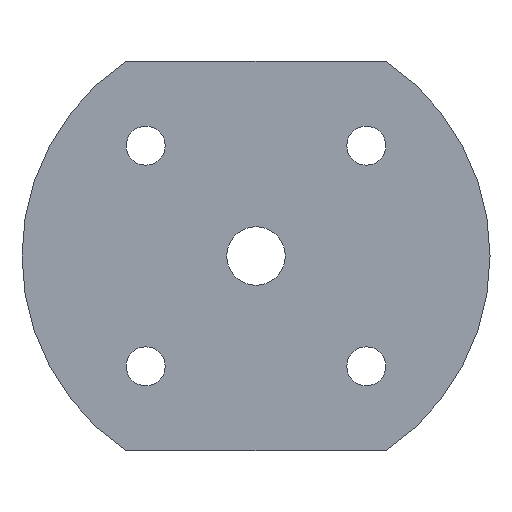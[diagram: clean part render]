
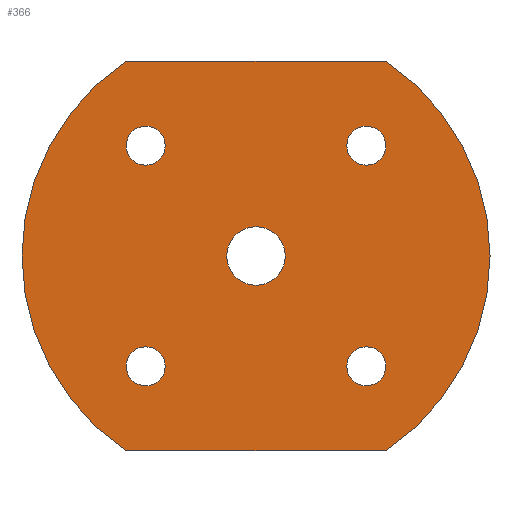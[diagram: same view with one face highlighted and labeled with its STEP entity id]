
A CAD part, front view. The second image highlights one B-rep face of the part: STEP entity #366.
In plain terms, the highlighted planar face has unit normal (0, -1, 0).
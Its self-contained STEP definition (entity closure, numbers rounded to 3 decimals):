
#1=CARTESIAN_POINT('',(0.,0.,0.));
#2=DIRECTION('',(0.,-1.,0.));
#3=DIRECTION('',(1.,0.,0.));
#4=AXIS2_PLACEMENT_3D('',#1,#2,#3);
#6=CARTESIAN_POINT('',(0.,0.,0.));
#7=DIRECTION('',(0.,-1.,0.));
#8=DIRECTION('',(-1.,0.,0.));
#9=AXIS2_PLACEMENT_3D('',#6,#7,#8);
#11=CARTESIAN_POINT('',(28.284,0.,28.284));
#12=DIRECTION('',(0.,-1.,0.));
#13=DIRECTION('',(1.,0.,0.));
#14=AXIS2_PLACEMENT_3D('',#11,#12,#13);
#16=CARTESIAN_POINT('',(28.284,0.,28.284));
#17=DIRECTION('',(0.,-1.,0.));
#18=DIRECTION('',(-1.,0.,0.));
#19=AXIS2_PLACEMENT_3D('',#16,#17,#18);
#21=CARTESIAN_POINT('',(-28.284,0.,28.284));
#22=DIRECTION('',(0.,-1.,0.));
#23=DIRECTION('',(0.,0.,1.));
#24=AXIS2_PLACEMENT_3D('',#21,#22,#23);
#26=CARTESIAN_POINT('',(-28.284,0.,28.284));
#27=DIRECTION('',(0.,-1.,0.));
#28=DIRECTION('',(0.,0.,-1.));
#29=AXIS2_PLACEMENT_3D('',#26,#27,#28);
#31=CARTESIAN_POINT('',(-28.284,0.,-28.284));
#32=DIRECTION('',(0.,-1.,0.));
#33=DIRECTION('',(-1.,0.,0.));
#34=AXIS2_PLACEMENT_3D('',#31,#32,#33);
#36=CARTESIAN_POINT('',(-28.284,0.,-28.284));
#37=DIRECTION('',(0.,-1.,0.));
#38=DIRECTION('',(1.,0.,0.));
#39=AXIS2_PLACEMENT_3D('',#36,#37,#38);
#41=CARTESIAN_POINT('',(28.284,0.,-28.284));
#42=DIRECTION('',(0.,-1.,0.));
#43=DIRECTION('',(0.,0.,-1.));
#44=AXIS2_PLACEMENT_3D('',#41,#42,#43);
#46=CARTESIAN_POINT('',(28.284,0.,-28.284));
#47=DIRECTION('',(0.,-1.,0.));
#48=DIRECTION('',(0.,0.,1.));
#49=AXIS2_PLACEMENT_3D('',#46,#47,#48);
#51=DIRECTION('',(-1.,0.,0.));
#52=VECTOR('',#51,66.332);
#53=CARTESIAN_POINT('',(33.166,0.,-50.));
#54=LINE('',#53,#52);
#55=DIRECTION('',(-1.,0.,0.));
#56=VECTOR('',#55,66.332);
#57=CARTESIAN_POINT('',(33.166,0.,50.));
#58=LINE('',#57,#56);
#226=CARTESIAN_POINT('',(0.,0.,0.));
#227=DIRECTION('',(0.,-1.,0.));
#228=DIRECTION('',(-0.553,0.,0.833));
#229=AXIS2_PLACEMENT_3D('',#226,#227,#228);
#235=CARTESIAN_POINT('',(0.,0.,0.));
#236=DIRECTION('',(0.,-1.,0.));
#237=DIRECTION('',(0.553,0.,-0.833));
#238=AXIS2_PLACEMENT_3D('',#235,#236,#237);
#265=CARTESIAN_POINT('',(7.5,0.,0.));
#266=CARTESIAN_POINT('',(-7.5,0.,0.));
#267=VERTEX_POINT('',#265);
#268=VERTEX_POINT('',#266);
#273=CARTESIAN_POINT('',(33.284,0.,28.284));
#274=CARTESIAN_POINT('',(23.284,0.,28.284));
#275=VERTEX_POINT('',#273);
#276=VERTEX_POINT('',#274);
#281=CARTESIAN_POINT('',(-28.284,0.,33.284));
#282=CARTESIAN_POINT('',(-28.284,0.,23.284));
#283=VERTEX_POINT('',#281);
#284=VERTEX_POINT('',#282);
#289=CARTESIAN_POINT('',(-33.284,0.,-28.284));
#290=CARTESIAN_POINT('',(-23.284,0.,-28.284));
#291=VERTEX_POINT('',#289);
#292=VERTEX_POINT('',#290);
#297=CARTESIAN_POINT('',(28.284,0.,-33.284));
#298=CARTESIAN_POINT('',(28.284,0.,-23.284));
#299=VERTEX_POINT('',#297);
#300=VERTEX_POINT('',#298);
#305=CARTESIAN_POINT('',(33.166,0.,50.));
#306=CARTESIAN_POINT('',(-33.166,0.,50.));
#307=VERTEX_POINT('',#305);
#308=VERTEX_POINT('',#306);
#313=CARTESIAN_POINT('',(33.166,0.,-50.));
#314=CARTESIAN_POINT('',(-33.166,0.,-50.));
#315=VERTEX_POINT('',#313);
#316=VERTEX_POINT('',#314);
#321=CARTESIAN_POINT('',(0.,0.,0.));
#322=DIRECTION('',(0.,-1.,0.));
#323=DIRECTION('',(-1.,0.,0.));
#324=AXIS2_PLACEMENT_3D('',#321,#322,#323);
#325=PLANE('',#324);
#327=ORIENTED_EDGE('',*,*,#326,.T.);
#329=ORIENTED_EDGE('',*,*,#328,.F.);
#331=ORIENTED_EDGE('',*,*,#330,.F.);
#333=ORIENTED_EDGE('',*,*,#332,.F.);
#334=EDGE_LOOP('',(#327,#329,#331,#333));
#335=FACE_OUTER_BOUND('',#334,.F.);
#337=ORIENTED_EDGE('',*,*,#336,.T.);
#339=ORIENTED_EDGE('',*,*,#338,.T.);
#340=EDGE_LOOP('',(#337,#339));
#341=FACE_BOUND('',#340,.F.);
#343=ORIENTED_EDGE('',*,*,#342,.T.);
#345=ORIENTED_EDGE('',*,*,#344,.T.);
#346=EDGE_LOOP('',(#343,#345));
#347=FACE_BOUND('',#346,.F.);
#349=ORIENTED_EDGE('',*,*,#348,.T.);
#351=ORIENTED_EDGE('',*,*,#350,.T.);
#352=EDGE_LOOP('',(#349,#351));
#353=FACE_BOUND('',#352,.F.);
#355=ORIENTED_EDGE('',*,*,#354,.T.);
#357=ORIENTED_EDGE('',*,*,#356,.T.);
#358=EDGE_LOOP('',(#355,#357));
#359=FACE_BOUND('',#358,.F.);
#361=ORIENTED_EDGE('',*,*,#360,.T.);
#363=ORIENTED_EDGE('',*,*,#362,.T.);
#364=EDGE_LOOP('',(#361,#363));
#365=FACE_BOUND('',#364,.F.);
#366=ADVANCED_FACE('',(#335,#341,#347,#353,#359,#365),#325,.T.);
#5=CIRCLE('',#4,7.5);
#10=CIRCLE('',#9,7.5);
#15=CIRCLE('',#14,5.);
#20=CIRCLE('',#19,5.);
#25=CIRCLE('',#24,5.);
#30=CIRCLE('',#29,5.);
#35=CIRCLE('',#34,5.);
#40=CIRCLE('',#39,5.);
#45=CIRCLE('',#44,5.);
#50=CIRCLE('',#49,5.);
#230=CIRCLE('',#229,60.);
#239=CIRCLE('',#238,60.);
#326=EDGE_CURVE('',#315,#316,#54,.T.);
#328=EDGE_CURVE('',#308,#316,#230,.T.);
#330=EDGE_CURVE('',#307,#308,#58,.T.);
#332=EDGE_CURVE('',#315,#307,#239,.T.);
#336=EDGE_CURVE('',#275,#276,#15,.T.);
#338=EDGE_CURVE('',#276,#275,#20,.T.);
#342=EDGE_CURVE('',#283,#284,#25,.T.);
#344=EDGE_CURVE('',#284,#283,#30,.T.);
#348=EDGE_CURVE('',#291,#292,#35,.T.);
#350=EDGE_CURVE('',#292,#291,#40,.T.);
#354=EDGE_CURVE('',#299,#300,#45,.T.);
#356=EDGE_CURVE('',#300,#299,#50,.T.);
#360=EDGE_CURVE('',#267,#268,#5,.T.);
#362=EDGE_CURVE('',#268,#267,#10,.T.);
